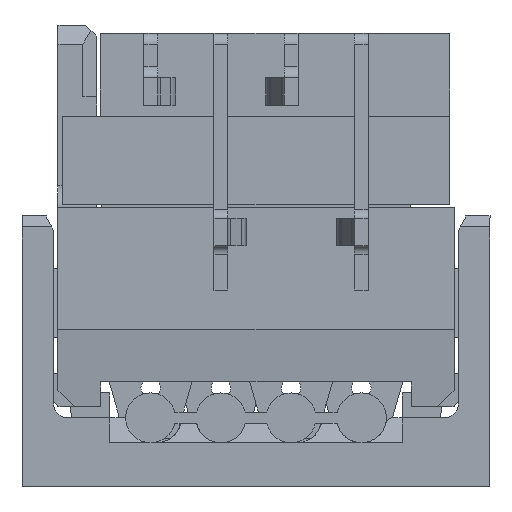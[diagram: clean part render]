
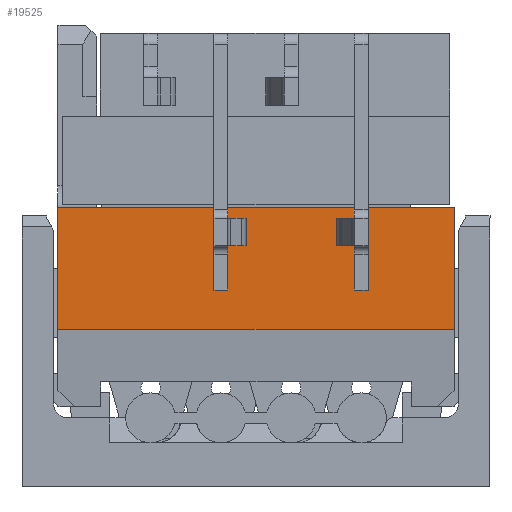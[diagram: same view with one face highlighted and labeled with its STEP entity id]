
A CAD part, front view. The second image highlights one B-rep face of the part: STEP entity #19525.
In plain terms, the highlighted planar face has unit normal (0, -1, 0).
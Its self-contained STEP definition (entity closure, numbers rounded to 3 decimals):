
#721 = EDGE_LOOP ( 'NONE', ( #21745, #5385, #839, #1588 ) ) ;
#839 = ORIENTED_EDGE ( 'NONE', *, *, #3601, .F. ) ;
#1312 = EDGE_CURVE ( 'NONE', #10527, #13063, #6101, .T. ) ;
#1429 = CARTESIAN_POINT ( 'NONE',  ( 3.58, -2.5, -0.95 ) ) ;
#1588 = ORIENTED_EDGE ( 'NONE', *, *, #1312, .T. ) ;
#1940 = VECTOR ( 'NONE', #4285, 1000. ) ;
#2318 = VECTOR ( 'NONE', #15441, 1000. ) ;
#3106 = CARTESIAN_POINT ( 'NONE',  ( -3.58, -2.5, -0.95 ) ) ;
#3601 = EDGE_CURVE ( 'NONE', #10527, #7221, #16681, .T. ) ;
#4285 = DIRECTION ( 'NONE',  ( 1., 0., 0. ) ) ;
#4875 = VECTOR ( 'NONE', #17341, 1000. ) ;
#5017 = CARTESIAN_POINT ( 'NONE',  ( -3.58, -2.5, -0.95 ) ) ;
#5385 = ORIENTED_EDGE ( 'NONE', *, *, #8650, .F. ) ;
#6101 = LINE ( 'NONE', #13222, #11696 ) ;
#6242 = EDGE_CURVE ( 'NONE', #13063, #14913, #22561, .T. ) ;
#7221 = VERTEX_POINT ( 'NONE', #10803 ) ;
#8650 = EDGE_CURVE ( 'NONE', #7221, #14913, #17456, .T. ) ;
#9073 = CARTESIAN_POINT ( 'NONE',  ( -3.58, -2.5, -0.95 ) ) ;
#10237 = DIRECTION ( 'NONE',  ( 0., -1., 0. ) ) ;
#10527 = VERTEX_POINT ( 'NONE', #5017 ) ;
#10803 = CARTESIAN_POINT ( 'NONE',  ( 3.58, -2.5, -0.95 ) ) ;
#11696 = VECTOR ( 'NONE', #20363, 1000. ) ;
#13063 = VERTEX_POINT ( 'NONE', #22401 ) ;
#13222 = CARTESIAN_POINT ( 'NONE',  ( -3.58, -2.5, -0.95 ) ) ;
#13982 = FACE_OUTER_BOUND ( 'NONE', #721, .T. ) ;
#14913 = VERTEX_POINT ( 'NONE', #18503 ) ;
#15441 = DIRECTION ( 'NONE',  ( 1., 0., 0. ) ) ;
#16012 = AXIS2_PLACEMENT_3D ( 'NONE', #3106, #10237, #17383 ) ;
#16681 = LINE ( 'NONE', #9073, #1940 ) ;
#17341 = DIRECTION ( 'NONE',  ( 0., 0., -1. ) ) ;
#17383 = DIRECTION ( 'NONE',  ( 0., 0., -1. ) ) ;
#17456 = LINE ( 'NONE', #1429, #4875 ) ;
#18503 = CARTESIAN_POINT ( 'NONE',  ( 3.58, -2.5, -3.15 ) ) ;
#19525 = ADVANCED_FACE ( 'NONE', ( #13982 ), #22634, .T. ) ;
#20363 = DIRECTION ( 'NONE',  ( 0., 0., -1. ) ) ;
#21155 = CARTESIAN_POINT ( 'NONE',  ( -3.58, -2.5, -3.15 ) ) ;
#21745 = ORIENTED_EDGE ( 'NONE', *, *, #6242, .T. ) ;
#22401 = CARTESIAN_POINT ( 'NONE',  ( -3.58, -2.5, -3.15 ) ) ;
#22561 = LINE ( 'NONE', #21155, #2318 ) ;
#22634 = PLANE ( 'NONE',  #16012 ) ;
